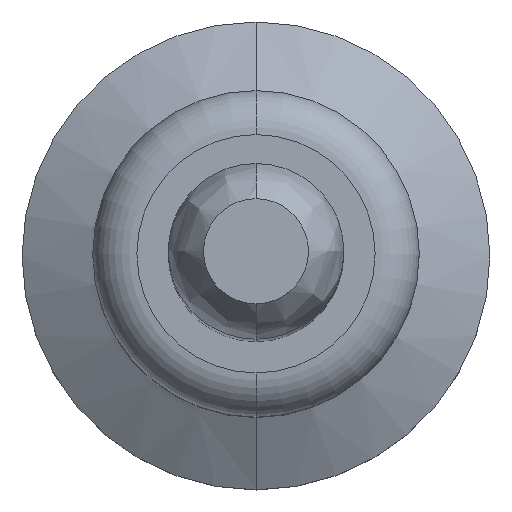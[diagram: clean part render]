
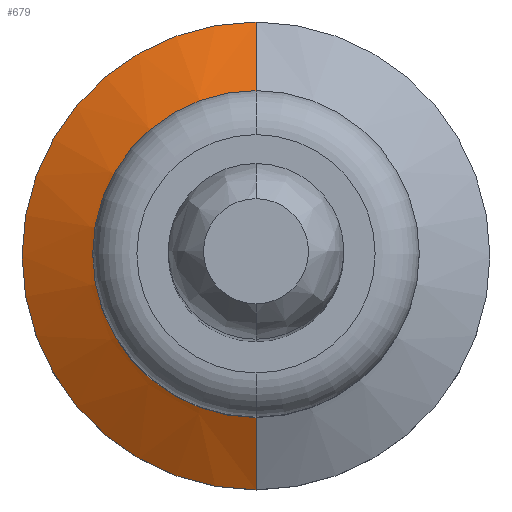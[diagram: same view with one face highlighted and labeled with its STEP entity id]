
A CAD part, top view. The second image highlights one B-rep face of the part: STEP entity #679.
In plain terms, the highlighted conical face has half-angle 61 degrees and reference radius 1.9 mm.
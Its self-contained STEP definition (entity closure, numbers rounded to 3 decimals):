
#69=DIRECTION('',(0.,-0.875,0.485));
#70=VECTOR('',#69,1.715);
#71=CARTESIAN_POINT('',(0.,2.65,-10.9));
#72=LINE('',#71,#70);
#73=DIRECTION('',(0.,0.875,0.485));
#74=VECTOR('',#73,1.715);
#75=CARTESIAN_POINT('',(0.,-2.65,-10.9));
#76=LINE('',#75,#74);
#77=CARTESIAN_POINT('',(0.,0.,-10.9));
#78=DIRECTION('',(0.,0.,1.));
#79=DIRECTION('',(0.,1.,0.));
#80=AXIS2_PLACEMENT_3D('',#77,#78,#79);
#268=CARTESIAN_POINT('',(0.,0.,-10.069));
#269=DIRECTION('',(0.,0.,1.));
#270=DIRECTION('',(0.,1.,0.));
#271=AXIS2_PLACEMENT_3D('',#268,#269,#270);
#477=CARTESIAN_POINT('',(0.,2.65,-10.9));
#478=CARTESIAN_POINT('',(0.,1.15,-10.069));
#479=VERTEX_POINT('',#477);
#480=VERTEX_POINT('',#478);
#489=CARTESIAN_POINT('',(0.,-2.65,-10.9));
#490=CARTESIAN_POINT('',(0.,-1.15,-10.069));
#491=VERTEX_POINT('',#489);
#492=VERTEX_POINT('',#490);
#665=CARTESIAN_POINT('',(0.,0.,-10.484));
#666=DIRECTION('',(0.,0.,-1.));
#667=DIRECTION('',(0.,-1.,0.));
#668=AXIS2_PLACEMENT_3D('',#665,#666,#667);
#669=CONICAL_SURFACE('',#668,1.9,61.);
#671=ORIENTED_EDGE('',*,*,#670,.T.);
#673=ORIENTED_EDGE('',*,*,#672,.T.);
#675=ORIENTED_EDGE('',*,*,#674,.F.);
#676=ORIENTED_EDGE('',*,*,#659,.F.);
#677=EDGE_LOOP('',(#671,#673,#675,#676));
#678=FACE_OUTER_BOUND('',#677,.F.);
#81=CIRCLE('',#80,2.65);
#272=CIRCLE('',#271,1.15);
#659=EDGE_CURVE('',#479,#491,#81,.T.);
#670=EDGE_CURVE('',#479,#480,#72,.T.);
#672=EDGE_CURVE('',#480,#492,#272,.T.);
#674=EDGE_CURVE('',#491,#492,#76,.T.);
#679=ADVANCED_FACE('',(#678),#669,.T.);
